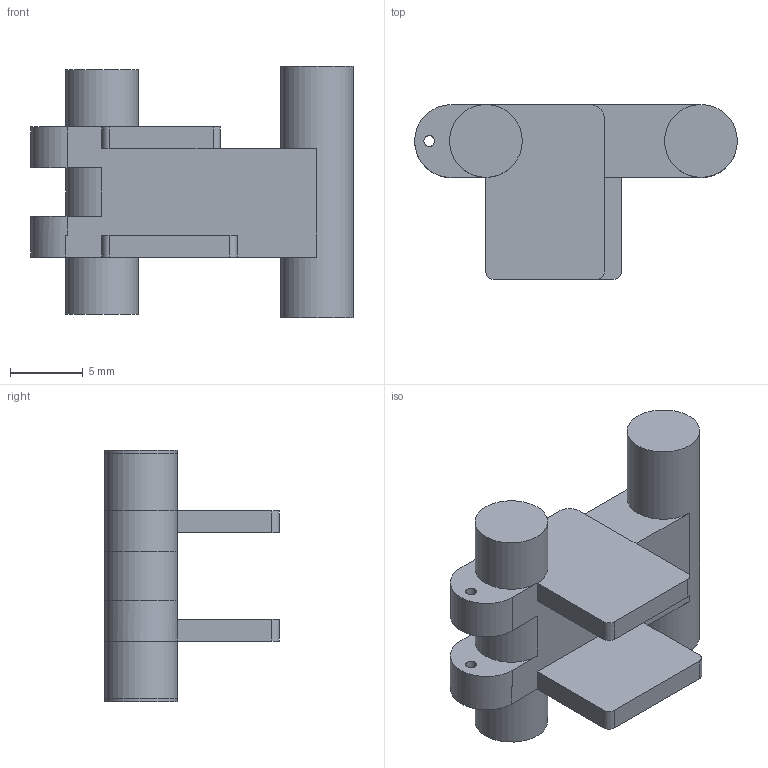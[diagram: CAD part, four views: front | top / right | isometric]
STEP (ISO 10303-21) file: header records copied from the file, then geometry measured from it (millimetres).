
FILE_DESCRIPTION(/* description */ (''),/* implementation_level */ '2;1');
FILE_NAME(/* name */ 'kinova gripper small part.step',/* time_stamp */ '2022-02-18T17:07:19+06:00',/* author */ (''),/* organization */ (''),/* preprocessor_version */ 'ST-DEVELOPER v18.1',/* originating_system */ 'Autodesk Translation Framework v10.13.0.1454',/* authorisation */ '');
FILE_SCHEMA (('AUTOMOTIVE_DESIGN { 1 0 10303 214 3 1 1 }'));
Length unit declared in the file: millimetre
Products named in the file (3): (Unsaved); Component1; Component2
Assembly tree (2 placements, depth 2):
  (Unsaved)
    Component1
    Component2
Bounding box: 22.19 x 12 x 17.3 mm (x, y, z)
Volume: 1367.7 mm3; surface area: 1216.4 mm2
Topology: 1 solids, 1 shells, 37 faces, 95 edges, 60 vertices
Faces by surface type: plane 24, cylinder 13
Full cylindrical faces by diameter (mm): 0.75 x2, 5 x3
Entity records: 1219 total; most frequent: DIRECTION 210, CARTESIAN_POINT 197, ORIENTED_EDGE 190, EDGE_CURVE 95, AXIS2_PLACEMENT_3D 73, LINE 64, VECTOR 64, VERTEX_POINT 60
